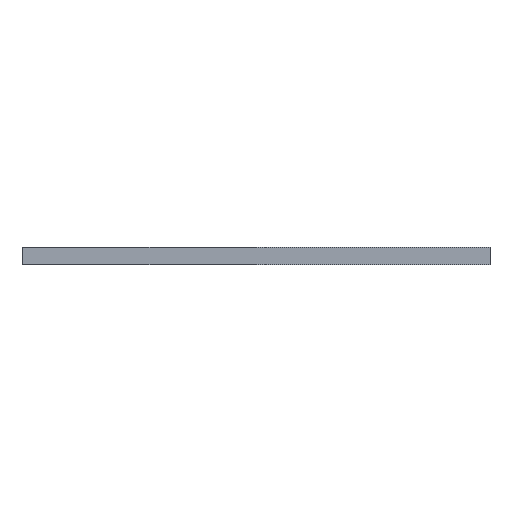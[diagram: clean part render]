
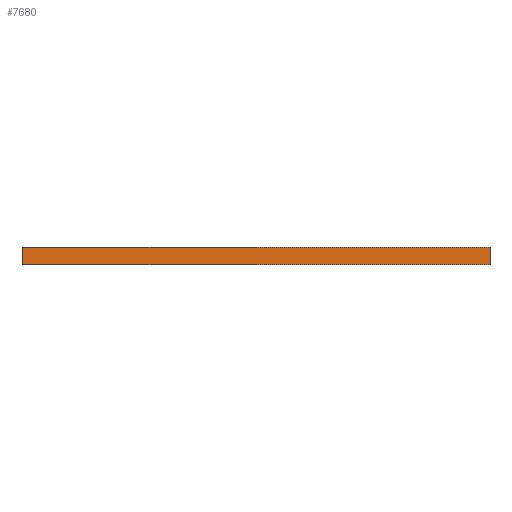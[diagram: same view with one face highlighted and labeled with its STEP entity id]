
A CAD part, left-side view. The second image highlights one B-rep face of the part: STEP entity #7680.
In plain terms, the highlighted planar face has unit normal (-1, 0, 0).
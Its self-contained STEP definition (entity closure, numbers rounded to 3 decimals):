
#76 = VERTEX_POINT ( 'NONE', #6067 ) ;
#329 = DIRECTION ( 'NONE',  ( 0., 1., 0. ) ) ;
#390 = FACE_OUTER_BOUND ( 'NONE', #5880, .T. ) ;
#611 = ORIENTED_EDGE ( 'NONE', *, *, #5638, .T. ) ;
#657 = VERTEX_POINT ( 'NONE', #2046 ) ;
#702 = DIRECTION ( 'NONE',  ( 0., 0., -1. ) ) ;
#1044 = LINE ( 'NONE', #4386, #7286 ) ;
#1194 = CARTESIAN_POINT ( 'NONE',  ( -22.4, -22.875, 0.85 ) ) ;
#1662 = DIRECTION ( 'NONE',  ( -1., 0., 0. ) ) ;
#2046 = CARTESIAN_POINT ( 'NONE',  ( -22.4, 22.875, -0.85 ) ) ;
#2246 = CARTESIAN_POINT ( 'NONE',  ( -22.4, -22.875, 0.85 ) ) ;
#2355 = CARTESIAN_POINT ( 'NONE',  ( -22.4, -22.875, -0.85 ) ) ;
#2424 = DIRECTION ( 'NONE',  ( 0., 1., 0. ) ) ;
#3182 = VERTEX_POINT ( 'NONE', #7403 ) ;
#3435 = PLANE ( 'NONE',  #3651 ) ;
#3651 = AXIS2_PLACEMENT_3D ( 'NONE', #7084, #1662, #7683 ) ;
#3652 = ORIENTED_EDGE ( 'NONE', *, *, #4137, .F. ) ;
#3932 = VECTOR ( 'NONE', #4830, 1000. ) ;
#4137 = EDGE_CURVE ( 'NONE', #4902, #3182, #7918, .T. ) ;
#4386 = CARTESIAN_POINT ( 'NONE',  ( -22.4, 22.875, 0.85 ) ) ;
#4389 = ORIENTED_EDGE ( 'NONE', *, *, #6271, .T. ) ;
#4606 = VECTOR ( 'NONE', #2424, 1000. ) ;
#4830 = DIRECTION ( 'NONE',  ( 0., 0., -1. ) ) ;
#4902 = VERTEX_POINT ( 'NONE', #1194 ) ;
#5638 = EDGE_CURVE ( 'NONE', #4902, #76, #6810, .T. ) ;
#5880 = EDGE_LOOP ( 'NONE', ( #6618, #3652, #611, #4389 ) ) ;
#5965 = LINE ( 'NONE', #2355, #4606 ) ;
#6067 = CARTESIAN_POINT ( 'NONE',  ( -22.4, 22.875, 0.85 ) ) ;
#6271 = EDGE_CURVE ( 'NONE', #76, #657, #1044, .T. ) ;
#6618 = ORIENTED_EDGE ( 'NONE', *, *, #7737, .F. ) ;
#6719 = CARTESIAN_POINT ( 'NONE',  ( -22.4, -22.875, 0.85 ) ) ;
#6810 = LINE ( 'NONE', #2246, #7101 ) ;
#7084 = CARTESIAN_POINT ( 'NONE',  ( -22.4, -22.875, 0.85 ) ) ;
#7101 = VECTOR ( 'NONE', #329, 1000. ) ;
#7286 = VECTOR ( 'NONE', #702, 1000. ) ;
#7403 = CARTESIAN_POINT ( 'NONE',  ( -22.4, -22.875, -0.85 ) ) ;
#7680 = ADVANCED_FACE ( 'NONE', ( #390 ), #3435, .T. ) ;
#7683 = DIRECTION ( 'NONE',  ( 0., 0., 1. ) ) ;
#7737 = EDGE_CURVE ( 'NONE', #3182, #657, #5965, .T. ) ;
#7918 = LINE ( 'NONE', #6719, #3932 ) ;
